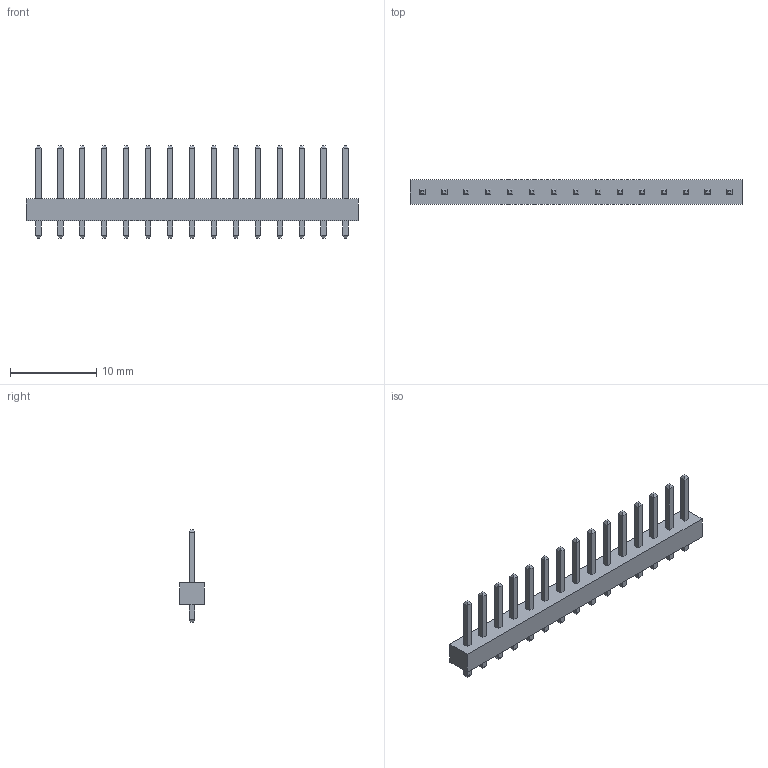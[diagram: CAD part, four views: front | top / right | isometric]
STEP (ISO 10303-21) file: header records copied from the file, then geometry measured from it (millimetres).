
FILE_DESCRIPTION (( 'STEP AP214' ), '1' );
FILE_NAME ( 'HDRV15W64P254_15X1_3840X284H865.STEP', '2022-06-18T21:59:54', ( '' ), ( '' ), '', '©2017 PCB Libraries, Inc.', '' );
FILE_SCHEMA (( 'AUTOMOTIVE_DESIGN' ));
Length unit declared in the file: millimetre
Products named in the file (1): HDRV15W64P254_15X1_3840X284H865
Bounding box: 38.4 x 2.84 x 10.65 mm (x, y, z)
Volume: 325.2 mm3; surface area: 750.3 mm2
Topology: 31 solids, 31 shells, 306 faces, 612 edges, 368 vertices
Faces by surface type: plane 306
Entity records: 8597 total; most frequent: CARTESIAN_POINT 1287, DIRECTION 1226, ORIENTED_EDGE 1224, VECTOR 612, LINE 612, EDGE_CURVE 612, VERTEX_POINT 368, STYLED_ITEM 338
